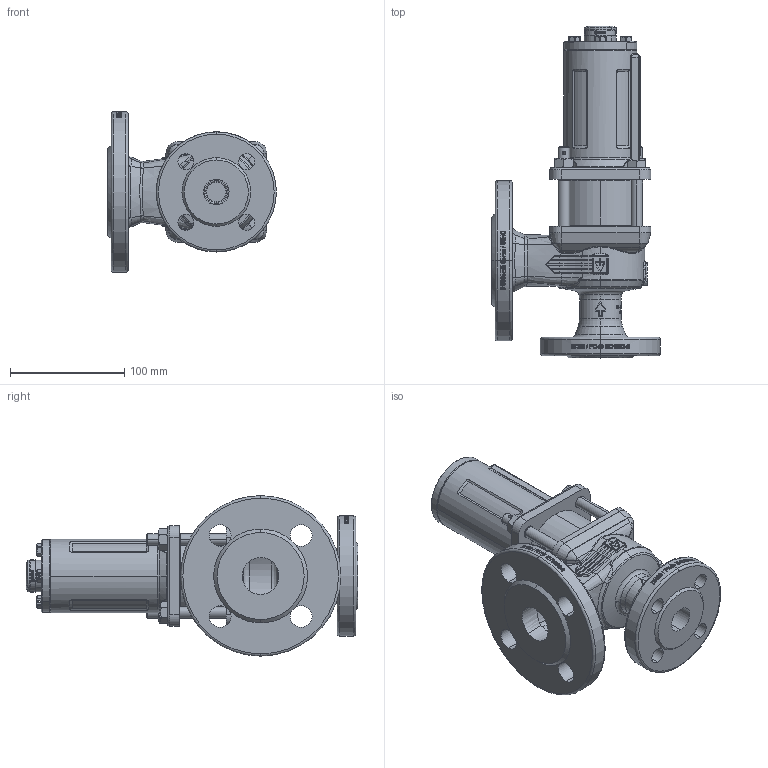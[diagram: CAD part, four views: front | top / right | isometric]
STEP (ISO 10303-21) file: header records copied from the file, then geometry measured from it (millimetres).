
FILE_DESCRIPTION (( 'STEP AP214' ), '1' );
FILE_NAME ('355TBGFO_20_FLFL_2032_MD.STEP', '2020-08-12T07:25:48', ( '' ), ( '' ), 'SwSTEP 2.0', 'SolidWorks 2020', '' );
FILE_SCHEMA (( 'AUTOMOTIVE_DESIGN' ));
Length unit declared in the file: millimetre
Products named in the file (1): 355TBGFO_20_FLFL_2032_MD
Bounding box: 147.5 x 290 x 140 mm (x, y, z)
Volume: 968421.6 mm3; surface area: 230318.4 mm2
Topology: 16 solids, 16 shells, 1854 faces, 5137 edges, 3486 vertices
Faces by surface type: bspline 603, cylinder 509, plane 497, cone 162, torus 74, sphere 9
Entity records: 156060 total; most frequent: CARTESIAN_POINT 92423, ORIENTED_EDGE 10188, DIRECTION 7192, EDGE_CURVE 5094, VERTEX_POINT 3485, AXIS2_PLACEMENT_3D 2849, EDGE_LOOP 2129, B_SPLINE_CURVE_WITH_KNOTS 1980
